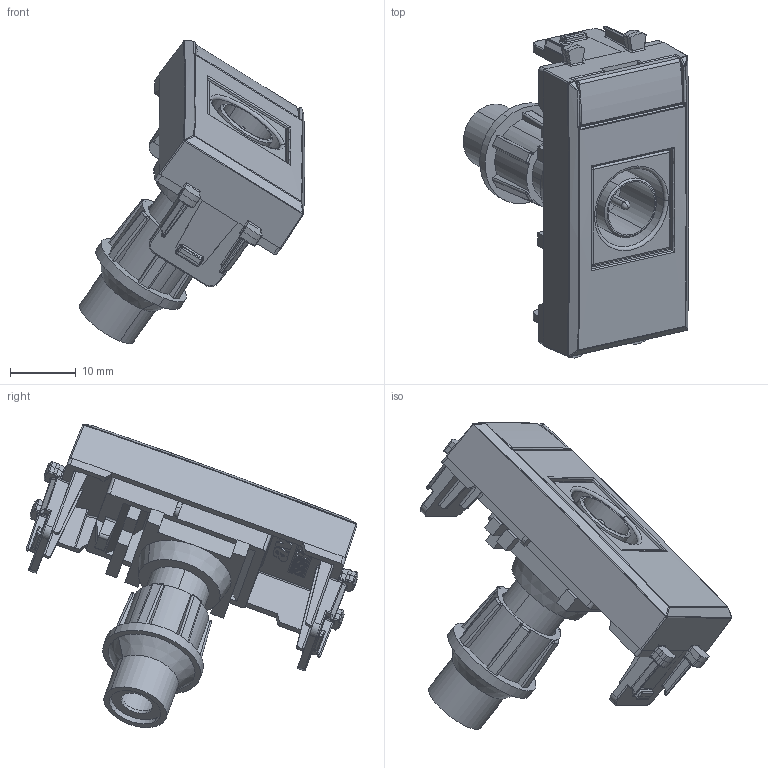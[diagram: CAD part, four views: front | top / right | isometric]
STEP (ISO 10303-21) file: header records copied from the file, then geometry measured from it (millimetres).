
FILE_DESCRIPTION(('CATIA V5 STEP Exchange'),'2;1');
FILE_NAME('442096IM.stp','2024-03-07T15:10:30+00:00',('none'),('none'),'CATIA Version 5-6 Release 2016 SP6','CATIA V5 STEP AP203','none');
FILE_SCHEMA(('CONFIG_CONTROL_DESIGN'));
Length unit declared in the file: millimetre
Products named in the file (1): 442096IM
Assembly tree (3 placements, depth 2):
  442096IM
    #57
    #47469
    #52738
Bounding box: 34.39 x 50.64 x 46.24 mm (x, y, z)
Volume: 8027.8 mm3; surface area: 10916.6 mm2
Topology: 4 solids, 4 shells, 1501 faces, 4005 edges, 2466 vertices
Faces by surface type: plane 868, cylinder 385, bspline 97, sphere 68, cone 36, extrusion 28, torus 19
Entity records: 53895 total; most frequent: CARTESIAN_POINT 19622, ORIENTED_EDGE 7858, DIRECTION 5633, EDGE_CURVE 3929, VECTOR 2783, LINE 2755, VERTEX_POINT 2466, AXIS2_PLACEMENT_3D 1664
